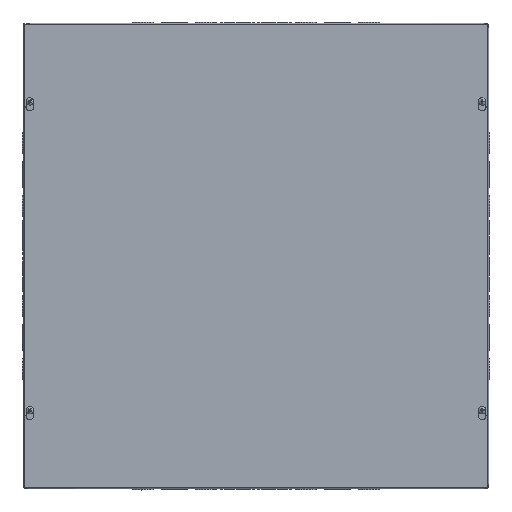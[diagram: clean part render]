
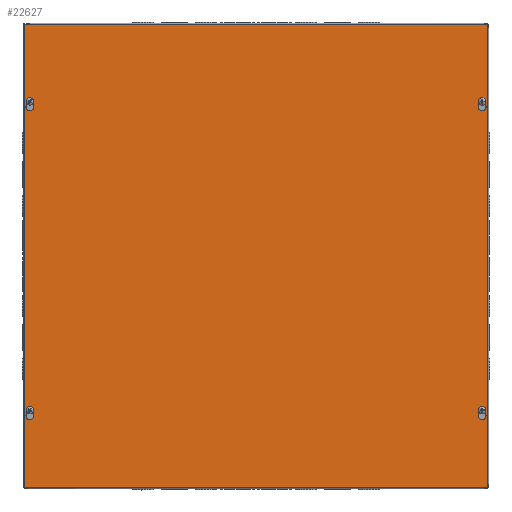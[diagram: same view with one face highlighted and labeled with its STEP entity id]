
A CAD part, top view. The second image highlights one B-rep face of the part: STEP entity #22627.
In plain terms, the highlighted planar face has unit normal (0, 0, 1).
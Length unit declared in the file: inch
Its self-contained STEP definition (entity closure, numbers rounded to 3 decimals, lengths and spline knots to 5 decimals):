
#444=FACE_BOUND('',#7811,.T.);
#445=FACE_BOUND('',#7812,.T.);
#446=FACE_BOUND('',#7813,.T.);
#447=FACE_BOUND('',#7814,.T.);
#2689=LINE('',#37669,#4985);
#2693=LINE('',#37679,#4989);
#2696=LINE('',#37687,#4992);
#2700=LINE('',#37699,#4996);
#2705=LINE('',#37717,#5001);
#2709=LINE('',#37727,#5005);
#2712=LINE('',#37735,#5008);
#2716=LINE('',#37747,#5012);
#2718=LINE('',#37755,#5014);
#2722=LINE('',#37763,#5018);
#2725=LINE('',#37769,#5021);
#2728=LINE('',#37774,#5024);
#4985=VECTOR('',#30030,0.3937);
#4989=VECTOR('',#30042,0.3937);
#4992=VECTOR('',#30047,0.3937);
#4996=VECTOR('',#30059,0.3937);
#5001=VECTOR('',#30078,0.3937);
#5005=VECTOR('',#30090,0.3937);
#5008=VECTOR('',#30095,0.3937);
#5012=VECTOR('',#30107,0.3937);
#5014=VECTOR('',#30117,0.3937);
#5018=VECTOR('',#30123,0.3937);
#5021=VECTOR('',#30128,0.3937);
#5024=VECTOR('',#30133,0.3937);
#6476=FACE_OUTER_BOUND('',#7810,.T.);
#7810=EDGE_LOOP('',(#19309,#19310,#19311,#19312));
#7811=EDGE_LOOP('',(#19313,#19314,#19315,#19316));
#7812=EDGE_LOOP('',(#19317,#19318,#19319,#19320));
#7813=EDGE_LOOP('',(#19321,#19322,#19323,#19324));
#7814=EDGE_LOOP('',(#19325,#19326,#19327,#19328));
#8404=CIRCLE('',#24414,0.203);
#8406=CIRCLE('',#24418,0.125);
#8408=CIRCLE('',#24423,0.125);
#8410=CIRCLE('',#24427,0.203);
#8412=CIRCLE('',#24430,0.203);
#8414=CIRCLE('',#24434,0.125);
#8416=CIRCLE('',#24439,0.125);
#8418=CIRCLE('',#24443,0.203);
#10360=VERTEX_POINT('',#37660);
#10361=VERTEX_POINT('',#37662);
#10363=VERTEX_POINT('',#37668);
#10365=VERTEX_POINT('',#37674);
#10368=VERTEX_POINT('',#37684);
#10369=VERTEX_POINT('',#37686);
#10371=VERTEX_POINT('',#37692);
#10373=VERTEX_POINT('',#37698);
#10376=VERTEX_POINT('',#37708);
#10377=VERTEX_POINT('',#37710);
#10379=VERTEX_POINT('',#37716);
#10381=VERTEX_POINT('',#37722);
#10384=VERTEX_POINT('',#37732);
#10385=VERTEX_POINT('',#37734);
#10387=VERTEX_POINT('',#37740);
#10389=VERTEX_POINT('',#37746);
#10390=VERTEX_POINT('',#37753);
#10391=VERTEX_POINT('',#37754);
#10394=VERTEX_POINT('',#37762);
#10396=VERTEX_POINT('',#37768);
#13333=EDGE_CURVE('',#10361,#10360,#8404,.T.);
#13336=EDGE_CURVE('',#10363,#10361,#2689,.T.);
#13339=EDGE_CURVE('',#10365,#10363,#8406,.T.);
#13342=EDGE_CURVE('',#10360,#10365,#2693,.T.);
#13345=EDGE_CURVE('',#10369,#10368,#2696,.T.);
#13348=EDGE_CURVE('',#10371,#10369,#8408,.T.);
#13351=EDGE_CURVE('',#10373,#10371,#2700,.T.);
#13354=EDGE_CURVE('',#10368,#10373,#8410,.T.);
#13357=EDGE_CURVE('',#10377,#10376,#8412,.T.);
#13360=EDGE_CURVE('',#10379,#10377,#2705,.T.);
#13363=EDGE_CURVE('',#10381,#10379,#8414,.T.);
#13366=EDGE_CURVE('',#10376,#10381,#2709,.T.);
#13369=EDGE_CURVE('',#10385,#10384,#2712,.T.);
#13372=EDGE_CURVE('',#10387,#10385,#8416,.T.);
#13375=EDGE_CURVE('',#10389,#10387,#2716,.T.);
#13378=EDGE_CURVE('',#10384,#10389,#8418,.T.);
#13379=EDGE_CURVE('',#10390,#10391,#2718,.T.);
#13383=EDGE_CURVE('',#10391,#10394,#2722,.T.);
#13386=EDGE_CURVE('',#10394,#10396,#2725,.T.);
#13389=EDGE_CURVE('',#10396,#10390,#2728,.T.);
#19309=ORIENTED_EDGE('',*,*,#13379,.F.);
#19310=ORIENTED_EDGE('',*,*,#13389,.F.);
#19311=ORIENTED_EDGE('',*,*,#13386,.F.);
#19312=ORIENTED_EDGE('',*,*,#13383,.F.);
#19313=ORIENTED_EDGE('',*,*,#13333,.T.);
#19314=ORIENTED_EDGE('',*,*,#13342,.T.);
#19315=ORIENTED_EDGE('',*,*,#13339,.T.);
#19316=ORIENTED_EDGE('',*,*,#13336,.T.);
#19317=ORIENTED_EDGE('',*,*,#13345,.T.);
#19318=ORIENTED_EDGE('',*,*,#13354,.T.);
#19319=ORIENTED_EDGE('',*,*,#13351,.T.);
#19320=ORIENTED_EDGE('',*,*,#13348,.T.);
#19321=ORIENTED_EDGE('',*,*,#13357,.T.);
#19322=ORIENTED_EDGE('',*,*,#13366,.T.);
#19323=ORIENTED_EDGE('',*,*,#13363,.T.);
#19324=ORIENTED_EDGE('',*,*,#13360,.T.);
#19325=ORIENTED_EDGE('',*,*,#13369,.T.);
#19326=ORIENTED_EDGE('',*,*,#13378,.T.);
#19327=ORIENTED_EDGE('',*,*,#13375,.T.);
#19328=ORIENTED_EDGE('',*,*,#13372,.T.);
#20291=PLANE('',#24448);
#22627=ADVANCED_FACE('',(#6476,#444,#445,#446,#447),#20291,.T.);
#24414=AXIS2_PLACEMENT_3D('',#37663,#30024,#30025);
#24418=AXIS2_PLACEMENT_3D('',#37675,#30036,#30037);
#24423=AXIS2_PLACEMENT_3D('',#37693,#30053,#30054);
#24427=AXIS2_PLACEMENT_3D('',#37703,#30065,#30066);
#24430=AXIS2_PLACEMENT_3D('',#37711,#30072,#30073);
#24434=AXIS2_PLACEMENT_3D('',#37723,#30084,#30085);
#24439=AXIS2_PLACEMENT_3D('',#37741,#30101,#30102);
#24443=AXIS2_PLACEMENT_3D('',#37751,#30113,#30114);
#24448=AXIS2_PLACEMENT_3D('',#37776,#30135,#30136);
#30024=DIRECTION('center_axis',(0.,0.,-1.));
#30025=DIRECTION('ref_axis',(-0.961,0.278,0.));
#30030=DIRECTION('',(0.278,-0.961,0.));
#30036=DIRECTION('center_axis',(0.,0.,-1.));
#30037=DIRECTION('ref_axis',(0.961,0.278,0.));
#30042=DIRECTION('',(0.278,0.961,0.));
#30047=DIRECTION('',(0.278,-0.961,0.));
#30053=DIRECTION('center_axis',(0.,0.,-1.));
#30054=DIRECTION('ref_axis',(0.961,0.278,0.));
#30059=DIRECTION('',(0.278,0.961,0.));
#30065=DIRECTION('center_axis',(0.,0.,-1.));
#30066=DIRECTION('ref_axis',(-0.961,0.278,0.));
#30072=DIRECTION('center_axis',(0.,0.,-1.));
#30073=DIRECTION('ref_axis',(-0.961,0.278,0.));
#30078=DIRECTION('',(0.278,-0.961,0.));
#30084=DIRECTION('center_axis',(0.,0.,-1.));
#30085=DIRECTION('ref_axis',(0.961,0.278,0.));
#30090=DIRECTION('',(0.278,0.961,0.));
#30095=DIRECTION('',(0.278,-0.961,0.));
#30101=DIRECTION('center_axis',(0.,0.,-1.));
#30102=DIRECTION('ref_axis',(0.961,0.278,0.));
#30107=DIRECTION('',(0.278,0.961,0.));
#30113=DIRECTION('center_axis',(0.,0.,-1.));
#30114=DIRECTION('ref_axis',(-0.961,0.278,0.));
#30117=DIRECTION('',(0.,-1.,0.));
#30123=DIRECTION('',(-1.,0.,0.));
#30128=DIRECTION('',(0.,1.,0.));
#30133=DIRECTION('',(1.,0.,0.));
#30135=DIRECTION('center_axis',(0.,0.,1.));
#30136=DIRECTION('ref_axis',(1.,0.,0.));
#37660=CARTESIAN_POINT('',(11.52373,7.77535,0.074));
#37662=CARTESIAN_POINT('',(11.91377,7.77535,0.074));
#37663=CARTESIAN_POINT('Origin',(11.71875,7.719,0.074));
#37668=CARTESIAN_POINT('',(11.83884,8.0347,0.074));
#37669=CARTESIAN_POINT('',(12.49152,5.77576,0.074));
#37674=CARTESIAN_POINT('',(11.59866,8.0347,0.074));
#37675=CARTESIAN_POINT('Origin',(11.71875,8.,0.074));
#37679=CARTESIAN_POINT('',(10.08051,2.78037,0.074));
#37684=CARTESIAN_POINT('',(-11.52373,7.77535,0.074));
#37686=CARTESIAN_POINT('',(-11.59866,8.0347,0.074));
#37687=CARTESIAN_POINT('',(-10.04304,2.6507,0.074));
#37692=CARTESIAN_POINT('',(-11.83884,8.0347,0.074));
#37693=CARTESIAN_POINT('Origin',(-11.71875,8.,0.074));
#37698=CARTESIAN_POINT('',(-11.91377,7.77535,0.074));
#37699=CARTESIAN_POINT('',(-12.45406,5.90543,0.074));
#37703=CARTESIAN_POINT('Origin',(-11.71875,7.719,0.074));
#37708=CARTESIAN_POINT('',(11.52373,-8.22465,0.074));
#37710=CARTESIAN_POINT('',(11.91377,-8.22465,0.074));
#37711=CARTESIAN_POINT('Origin',(11.71875,-8.281,0.074));
#37716=CARTESIAN_POINT('',(11.83884,-7.9653,0.074));
#37717=CARTESIAN_POINT('',(10.35815,-2.84065,0.074));
#37722=CARTESIAN_POINT('',(11.59866,-7.9653,0.074));
#37723=CARTESIAN_POINT('Origin',(11.71875,-8.,0.074));
#37727=CARTESIAN_POINT('',(12.21388,-5.83604,0.074));
#37732=CARTESIAN_POINT('',(-11.52373,-8.22465,0.074));
#37734=CARTESIAN_POINT('',(-11.59866,-7.9653,0.074));
#37735=CARTESIAN_POINT('',(-12.17641,-5.96571,0.074));
#37740=CARTESIAN_POINT('',(-11.83884,-7.9653,0.074));
#37741=CARTESIAN_POINT('Origin',(-11.71875,-8.,0.074));
#37746=CARTESIAN_POINT('',(-11.91377,-8.22465,0.074));
#37747=CARTESIAN_POINT('',(-10.32068,-2.71097,0.074));
#37751=CARTESIAN_POINT('Origin',(-11.71875,-8.281,0.074));
#37753=CARTESIAN_POINT('',(12.,12.,0.074));
#37754=CARTESIAN_POINT('',(12.,-12.,0.074));
#37755=CARTESIAN_POINT('',(12.,12.,0.074));
#37762=CARTESIAN_POINT('',(-12.,-12.,0.074));
#37763=CARTESIAN_POINT('',(12.,-12.,0.074));
#37768=CARTESIAN_POINT('',(-12.,12.,0.074));
#37769=CARTESIAN_POINT('',(-12.,-12.,0.074));
#37774=CARTESIAN_POINT('',(-12.,12.,0.074));
#37776=CARTESIAN_POINT('Origin',(0.,0.,
0.074));
